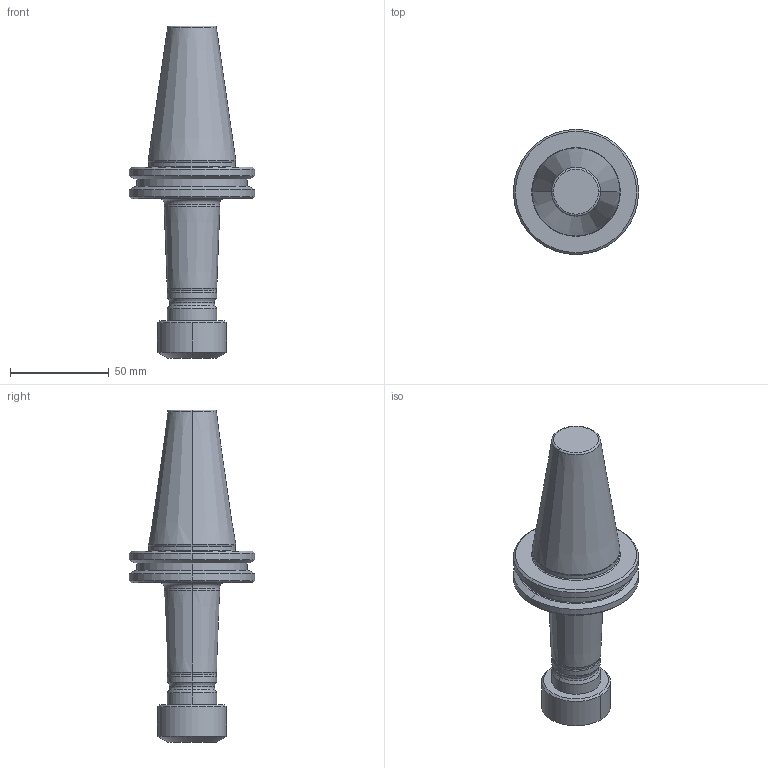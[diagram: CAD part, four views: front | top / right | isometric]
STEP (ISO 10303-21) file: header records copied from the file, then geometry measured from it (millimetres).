
FILE_DESCRIPTION (( 'STEP AP203' ), '1' );
FILE_NAME ('SK 40 ER 20 070 AD-6.3G15000 SL.STEP', '2019-04-26T04:32:09', ( '' ), ( '' ), 'SwSTEP 2.0', 'SolidWorks 2014', '' );
FILE_SCHEMA (( 'CONFIG_CONTROL_DESIGN' ));
Length unit declared in the file: millimetre
Products named in the file (1): SK 40 ER 20 070 AD-6.3G15000 SL
Bounding box: 63.5 x 63.5 x 168.4 mm (x, y, z)
Volume: 168207.8 mm3; surface area: 24571.2 mm2
Topology: 1 solids, 1 shells, 57 faces, 112 edges, 62 vertices
Faces by surface type: cone 20, torus 16, cylinder 14, plane 7
Entity records: 1537 total; most frequent: DIRECTION 306, CARTESIAN_POINT 232, ORIENTED_EDGE 224, AXIS2_PLACEMENT_3D 136, EDGE_CURVE 112, CIRCLE 78, EDGE_LOOP 62, VERTEX_POINT 62
